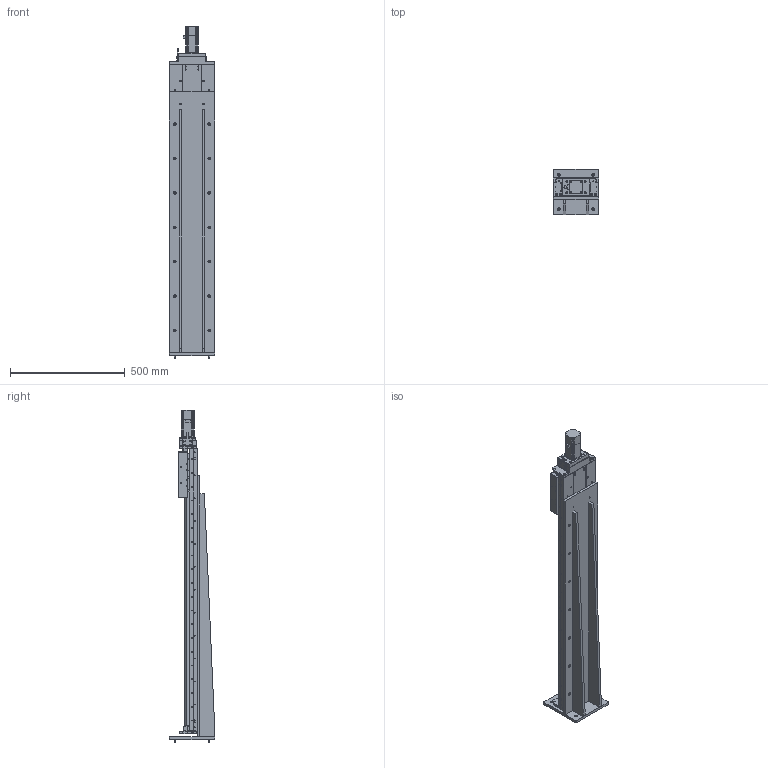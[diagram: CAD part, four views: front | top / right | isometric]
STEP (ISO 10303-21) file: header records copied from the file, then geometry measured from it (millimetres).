
FILE_DESCRIPTION (( 'STEP AP203' ), '1' );
FILE_NAME ('PA1000-Z(AP214).STEP', '2021-05-28T02:28:55', ( '' ), ( '' ), 'SwSTEP 2.0', 'SolidWorks 2017', '' );
FILE_SCHEMA (( 'CONFIG_CONTROL_DESIGN' ));
Length unit declared in the file: millimetre
Products named in the file (1): PA1000-Z(AP214)
Bounding box: 200 x 200 x 1448.3 mm (x, y, z)
Surface area: 1913319.5 mm2 (no closed solid volume)
Topology: 0 solids, 199 shells, 1575 faces, 6036 edges, 4534 vertices
Faces by surface type: cylinder 699, plane 670, torus 136, cone 54, sphere 16
Entity records: 66556 total; most frequent: CARTESIAN_POINT 14072, DIRECTION 11753, ORIENTED_EDGE 8744, EDGE_CURVE 5998, VERTEX_POINT 4534, AXIS2_PLACEMENT_3D 4259, VECTOR 3235, LINE 3235
